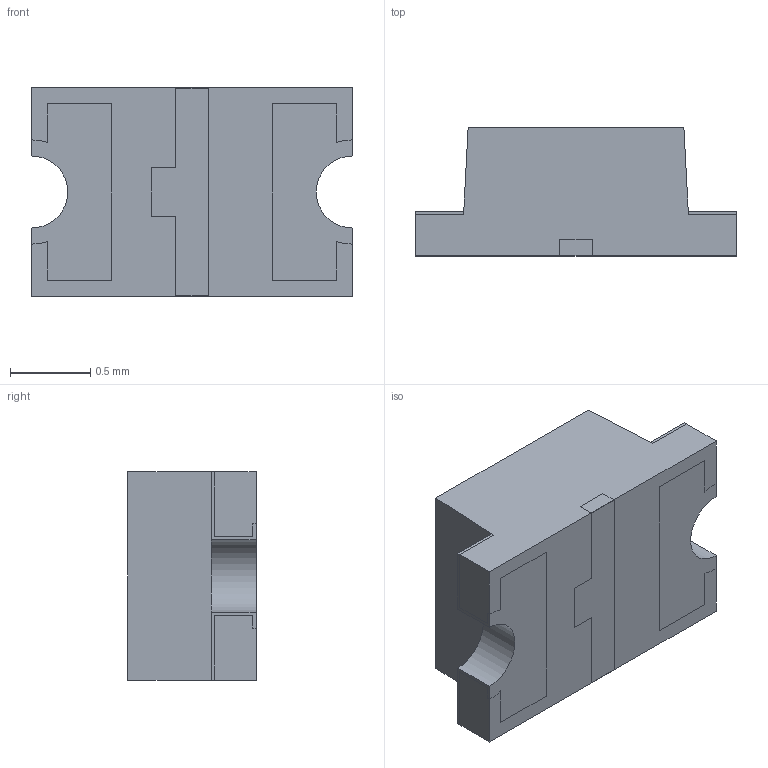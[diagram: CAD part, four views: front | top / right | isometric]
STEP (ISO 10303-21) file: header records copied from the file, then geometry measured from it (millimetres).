
FILE_DESCRIPTION (( 'STEP AP214' ), '1' );
FILE_NAME ('Q62702P5179.STEP', '2023-05-19T04:13:02', ( '' ), ( '' ), 'SwSTEP 2.0', 'SolidWorks 2021', '' );
FILE_SCHEMA (( 'AUTOMOTIVE_DESIGN' ));
Length unit declared in the file: millimetre
Products named in the file (1): Q62702P5179
Bounding box: 2 x 0.8 x 1.3 mm (x, y, z)
Volume: 1.6 mm3; surface area: 14.5 mm2
Topology: 4 solids, 4 shells, 96 faces, 257 edges, 171 vertices
Faces by surface type: plane 76, cylinder 20
Entity records: 3038 total; most frequent: CARTESIAN_POINT 525, ORIENTED_EDGE 514, DIRECTION 491, EDGE_CURVE 257, LINE 217, VECTOR 217, VERTEX_POINT 171, AXIS2_PLACEMENT_3D 137
